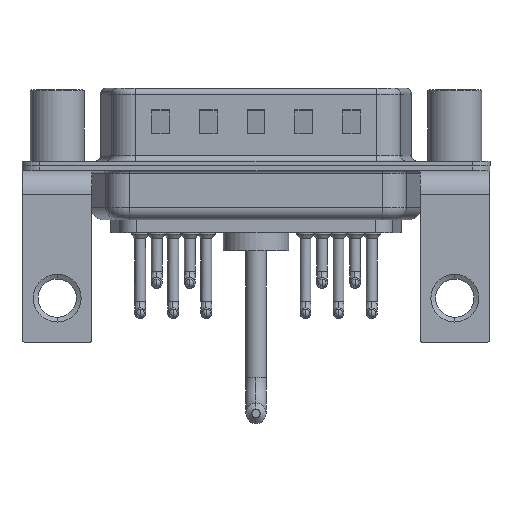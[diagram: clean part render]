
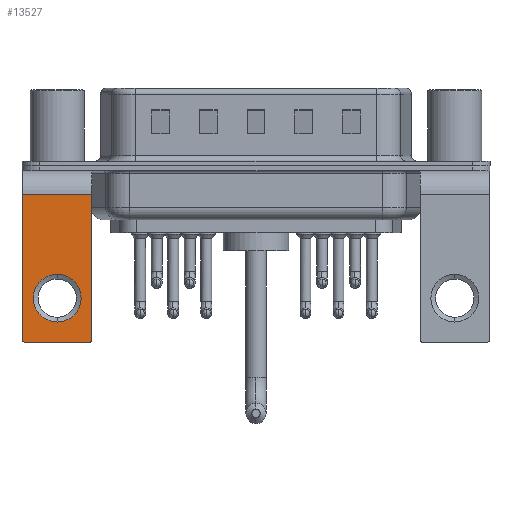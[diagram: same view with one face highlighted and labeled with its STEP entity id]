
A CAD part, front view. The second image highlights one B-rep face of the part: STEP entity #13527.
In plain terms, the highlighted planar face has unit normal (0, -1, 0).
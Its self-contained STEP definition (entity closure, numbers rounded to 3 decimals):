
#342 = CARTESIAN_POINT ( 'NONE',  ( 2.9, -6.25, -2.4 ) ) ;
#391 = ORIENTED_EDGE ( 'NONE', *, *, #999, .T. ) ;
#889 = CIRCLE ( 'NONE', #14914, 0.25 ) ;
#999 = EDGE_CURVE ( 'NONE', #1948, #12393, #7038, .T. ) ;
#1287 = EDGE_CURVE ( 'NONE', #17234, #1464, #6888, .T. ) ;
#1464 = VERTEX_POINT ( 'NONE', #9384 ) ;
#1948 = VERTEX_POINT ( 'NONE', #2033 ) ;
#2033 = CARTESIAN_POINT ( 'NONE',  ( 0., -6.25, -13.07 ) ) ;
#2312 = CARTESIAN_POINT ( 'NONE',  ( -2.9, -6.25, -2.4 ) ) ;
#2801 = EDGE_CURVE ( 'NONE', #20619, #3402, #889, .T. ) ;
#3402 = VERTEX_POINT ( 'NONE', #17811 ) ;
#3482 = CARTESIAN_POINT ( 'NONE',  ( -2.9, -6.25, -2.4 ) ) ;
#3617 = DIRECTION ( 'NONE',  ( 0., 0., -1. ) ) ;
#4298 = DIRECTION ( 'NONE',  ( 0., -1., 0. ) ) ;
#5120 = LINE ( 'NONE', #16434, #16613 ) ;
#5554 = VERTEX_POINT ( 'NONE', #5782 ) ;
#5677 = DIRECTION ( 'NONE',  ( -1., 0., 0. ) ) ;
#5782 = CARTESIAN_POINT ( 'NONE',  ( 2.9, -6.25, -2.4 ) ) ;
#5801 = CARTESIAN_POINT ( 'NONE',  ( 2.9, -6.25, -14.8 ) ) ;
#6121 = ORIENTED_EDGE ( 'NONE', *, *, #2801, .T. ) ;
#6363 = VERTEX_POINT ( 'NONE', #3482 ) ;
#6430 = DIRECTION ( 'NONE',  ( 0., 0., 1. ) ) ;
#6888 = CIRCLE ( 'NONE', #24169, 0.25 ) ;
#7003 = CARTESIAN_POINT ( 'NONE',  ( 2.65, -6.25, -14.55 ) ) ;
#7038 = CIRCLE ( 'NONE', #10270, 2. ) ;
#7693 = DIRECTION ( 'NONE',  ( 0., 0., 1. ) ) ;
#8276 = DIRECTION ( 'NONE',  ( -1., 0., 0. ) ) ;
#8641 = VECTOR ( 'NONE', #15868, 1000. ) ;
#8833 = EDGE_LOOP ( 'NONE', ( #391, #15108 ) ) ;
#9101 = CARTESIAN_POINT ( 'NONE',  ( 0., -6.25, -9.07 ) ) ;
#9283 = DIRECTION ( 'NONE',  ( 0., 0., 1. ) ) ;
#9384 = CARTESIAN_POINT ( 'NONE',  ( 2.9, -6.25, -14.55 ) ) ;
#9696 = VECTOR ( 'NONE', #5677, 1000. ) ;
#9782 = DIRECTION ( 'NONE',  ( 0., 1., 0. ) ) ;
#9900 = PLANE ( 'NONE',  #13183 ) ;
#10152 = LINE ( 'NONE', #13912, #11860 ) ;
#10270 = AXIS2_PLACEMENT_3D ( 'NONE', #24894, #9782, #9283 ) ;
#10635 = CARTESIAN_POINT ( 'NONE',  ( -2.9, -6.25, -14.55 ) ) ;
#11011 = DIRECTION ( 'NONE',  ( 0., -1., 0. ) ) ;
#11519 = FACE_BOUND ( 'NONE', #8833, .T. ) ;
#11535 = EDGE_LOOP ( 'NONE', ( #23013, #6121, #17355, #21899, #24893, #19851 ) ) ;
#11860 = VECTOR ( 'NONE', #8276, 1000. ) ;
#12393 = VERTEX_POINT ( 'NONE', #9101 ) ;
#12655 = DIRECTION ( 'NONE',  ( 0., 0., 1. ) ) ;
#13183 = AXIS2_PLACEMENT_3D ( 'NONE', #342, #17568, #21218 ) ;
#13527 = ADVANCED_FACE ( 'NONE', ( #11519, #15174 ), #9900, .F. ) ;
#13839 = CARTESIAN_POINT ( 'NONE',  ( -2.65, -6.25, -14.55 ) ) ;
#13912 = CARTESIAN_POINT ( 'NONE',  ( 2.9, -6.25, -2.4 ) ) ;
#14117 = AXIS2_PLACEMENT_3D ( 'NONE', #15843, #17619, #6430 ) ;
#14914 = AXIS2_PLACEMENT_3D ( 'NONE', #13839, #4298, #7693 ) ;
#15108 = ORIENTED_EDGE ( 'NONE', *, *, #18219, .T. ) ;
#15174 = FACE_OUTER_BOUND ( 'NONE', #11535, .T. ) ;
#15843 = CARTESIAN_POINT ( 'NONE',  ( 0., -6.25, -11.07 ) ) ;
#15868 = DIRECTION ( 'NONE',  ( 0., 0., -1. ) ) ;
#16434 = CARTESIAN_POINT ( 'NONE',  ( 2.9, -6.25, -2.4 ) ) ;
#16613 = VECTOR ( 'NONE', #3617, 1000. ) ;
#17234 = VERTEX_POINT ( 'NONE', #22827 ) ;
#17355 = ORIENTED_EDGE ( 'NONE', *, *, #18059, .F. ) ;
#17568 = DIRECTION ( 'NONE',  ( 0., 1., 0. ) ) ;
#17619 = DIRECTION ( 'NONE',  ( 0., 1., 0. ) ) ;
#17811 = CARTESIAN_POINT ( 'NONE',  ( -2.65, -6.25, -14.8 ) ) ;
#18059 = EDGE_CURVE ( 'NONE', #17234, #3402, #18879, .T. ) ;
#18219 = EDGE_CURVE ( 'NONE', #12393, #1948, #23787, .T. ) ;
#18879 = LINE ( 'NONE', #5801, #9696 ) ;
#19851 = ORIENTED_EDGE ( 'NONE', *, *, #21916, .T. ) ;
#20171 = EDGE_CURVE ( 'NONE', #5554, #1464, #5120, .T. ) ;
#20619 = VERTEX_POINT ( 'NONE', #10635 ) ;
#21218 = DIRECTION ( 'NONE',  ( 0., 0., 1. ) ) ;
#21899 = ORIENTED_EDGE ( 'NONE', *, *, #1287, .T. ) ;
#21916 = EDGE_CURVE ( 'NONE', #5554, #6363, #10152, .T. ) ;
#22770 = EDGE_CURVE ( 'NONE', #6363, #20619, #23304, .T. ) ;
#22827 = CARTESIAN_POINT ( 'NONE',  ( 2.65, -6.25, -14.8 ) ) ;
#23013 = ORIENTED_EDGE ( 'NONE', *, *, #22770, .T. ) ;
#23304 = LINE ( 'NONE', #2312, #8641 ) ;
#23787 = CIRCLE ( 'NONE', #14117, 2. ) ;
#24169 = AXIS2_PLACEMENT_3D ( 'NONE', #7003, #11011, #12655 ) ;
#24893 = ORIENTED_EDGE ( 'NONE', *, *, #20171, .F. ) ;
#24894 = CARTESIAN_POINT ( 'NONE',  ( 0., -6.25, -11.07 ) ) ;
